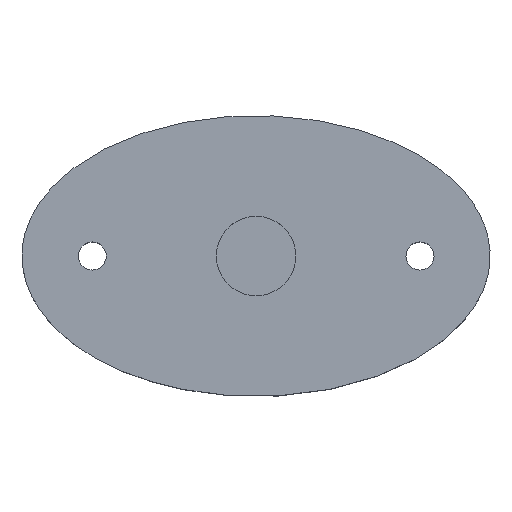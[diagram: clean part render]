
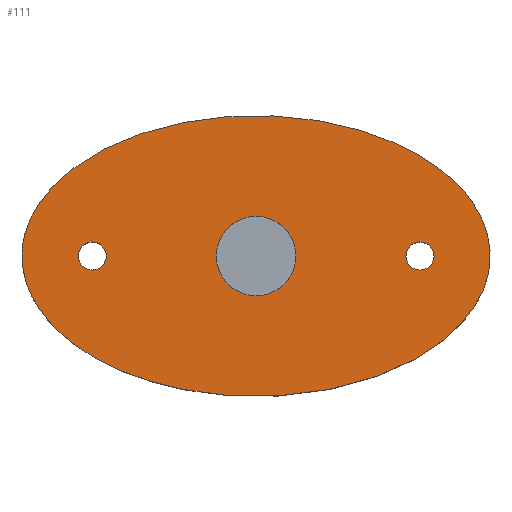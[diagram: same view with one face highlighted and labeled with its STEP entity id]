
A CAD part, top view. The second image highlights one B-rep face of the part: STEP entity #111.
In plain terms, the highlighted planar face has unit normal (0, 0, 1).
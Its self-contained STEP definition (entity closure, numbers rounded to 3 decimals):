
#15=FACE_BOUND('',#39,.T.);
#16=FACE_BOUND('',#40,.T.);
#17=FACE_BOUND('',#41,.T.);
#20=ELLIPSE('',#137,25.,15.);
#24=PLANE('',#139);
#31=FACE_OUTER_BOUND('',#38,.T.);
#38=EDGE_LOOP('',(#96));
#39=EDGE_LOOP('',(#97));
#40=EDGE_LOOP('',(#98));
#41=EDGE_LOOP('',(#99));
#53=CIRCLE('',#128,4.25);
#55=CIRCLE('',#132,1.5);
#57=CIRCLE('',#135,1.5);
#59=VERTEX_POINT('',#177);
#61=VERTEX_POINT('',#184);
#63=VERTEX_POINT('',#190);
#65=VERTEX_POINT('',#213);
#67=EDGE_CURVE('',#59,#59,#53,.T.);
#70=EDGE_CURVE('',#61,#61,#55,.T.);
#73=EDGE_CURVE('',#63,#63,#57,.T.);
#76=EDGE_CURVE('',#65,#65,#20,.T.);
#96=ORIENTED_EDGE('',*,*,#76,.T.);
#97=ORIENTED_EDGE('',*,*,#67,.T.);
#98=ORIENTED_EDGE('',*,*,#73,.T.);
#99=ORIENTED_EDGE('',*,*,#70,.T.);
#111=ADVANCED_FACE('',(#31,#15,#16,#17),#24,.T.);
#128=AXIS2_PLACEMENT_3D('',#178,#145,#146);
#132=AXIS2_PLACEMENT_3D('',#185,#154,#155);
#135=AXIS2_PLACEMENT_3D('',#191,#161,#162);
#137=AXIS2_PLACEMENT_3D('',#214,#166,#167);
#139=AXIS2_PLACEMENT_3D('',#218,#171,#172);
#145=DIRECTION('center_axis',(0.,0.,-1.));
#146=DIRECTION('ref_axis',(-1.,0.,0.));
#154=DIRECTION('center_axis',(0.,0.,-1.));
#155=DIRECTION('ref_axis',(1.,0.,0.));
#161=DIRECTION('center_axis',(0.,0.,-1.));
#162=DIRECTION('ref_axis',(1.,0.,0.));
#166=DIRECTION('center_axis',(0.,0.,1.));
#167=DIRECTION('ref_axis',(1.,0.,0.));
#171=DIRECTION('center_axis',(0.,0.,1.));
#172=DIRECTION('ref_axis',(1.,0.,0.));
#177=CARTESIAN_POINT('',(4.25,0.,12.));
#178=CARTESIAN_POINT('Origin',(0.,0.,12.));
#184=CARTESIAN_POINT('',(-19.,0.,12.));
#185=CARTESIAN_POINT('Origin',(-17.5,0.,12.));
#190=CARTESIAN_POINT('',(16.,0.,12.));
#191=CARTESIAN_POINT('Origin',(17.5,0.,12.));
#213=CARTESIAN_POINT('',(-25.,0.,12.));
#214=CARTESIAN_POINT('Origin',(0.,0.,12.));
#218=CARTESIAN_POINT('Origin',(0.,0.,12.));
